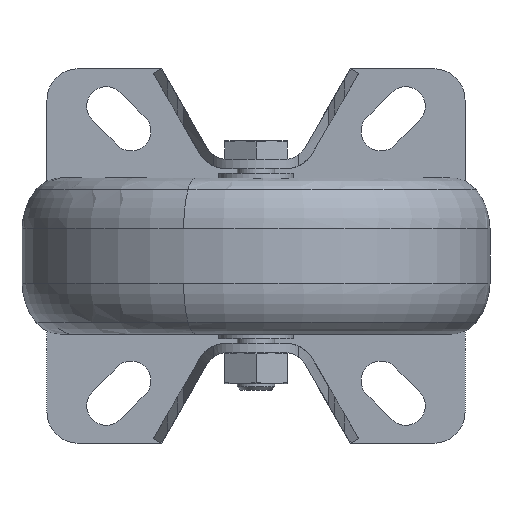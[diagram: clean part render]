
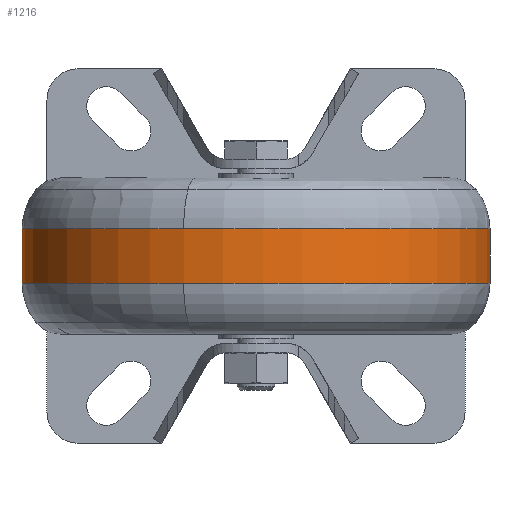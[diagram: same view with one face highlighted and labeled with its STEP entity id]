
A CAD part, front view. The second image highlights one B-rep face of the part: STEP entity #1216.
In plain terms, the highlighted cylindrical face has radius 37.5 mm (diameter 75 mm), a partial arc.
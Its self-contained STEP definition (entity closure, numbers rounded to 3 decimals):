
#231 = CARTESIAN_POINT ( 'NONE',  ( -37.5, -62.5, 4.379 ) ) ;
#649 = VERTEX_POINT ( 'NONE', #3930 ) ;
#990 = AXIS2_PLACEMENT_3D ( 'NONE', #8229, #1594, #4245 ) ;
#1069 = CARTESIAN_POINT ( 'NONE',  ( 0., -62.5, 4.379 ) ) ;
#1138 = AXIS2_PLACEMENT_3D ( 'NONE', #3039, #7572, #2292 ) ;
#1216 = ADVANCED_FACE ( 'NONE', ( #7532 ), #4250, .T. ) ;
#1296 = ORIENTED_EDGE ( 'NONE', *, *, #3757, .F. ) ;
#1353 = VERTEX_POINT ( 'NONE', #3291 ) ;
#1594 = DIRECTION ( 'NONE',  ( 0., 0., -1. ) ) ;
#1801 = CARTESIAN_POINT ( 'NONE',  ( -37.5, -62.5, 4.379 ) ) ;
#1936 = EDGE_LOOP ( 'NONE', ( #7807, #6993, #2488, #4768, #8505, #1296 ) ) ;
#2092 = VERTEX_POINT ( 'NONE', #2384 ) ;
#2121 = AXIS2_PLACEMENT_3D ( 'NONE', #1069, #7649, #7571 ) ;
#2292 = DIRECTION ( 'NONE',  ( -1., 0., 0. ) ) ;
#2384 = CARTESIAN_POINT ( 'NONE',  ( -11.588, -98.165, -4.379 ) ) ;
#2488 = ORIENTED_EDGE ( 'NONE', *, *, #3643, .T. ) ;
#2995 = CARTESIAN_POINT ( 'NONE',  ( -37.5, -62.5, -4.379 ) ) ;
#3039 = CARTESIAN_POINT ( 'NONE',  ( 0., -62.5, -4.379 ) ) ;
#3291 = CARTESIAN_POINT ( 'NONE',  ( -11.588, -98.165, 4.379 ) ) ;
#3643 = EDGE_CURVE ( 'NONE', #1353, #5367, #4735, .T. ) ;
#3675 = EDGE_CURVE ( 'NONE', #649, #1353, #5862, .T. ) ;
#3757 = EDGE_CURVE ( 'NONE', #7099, #2092, #6150, .T. ) ;
#3792 = DIRECTION ( 'NONE',  ( 0., 0., -1. ) ) ;
#3899 = DIRECTION ( 'NONE',  ( -1., 0., 0. ) ) ;
#3930 = CARTESIAN_POINT ( 'NONE',  ( 37.5, -62.5, 4.379 ) ) ;
#4245 = DIRECTION ( 'NONE',  ( -1., 0., 0. ) ) ;
#4250 = CYLINDRICAL_SURFACE ( 'NONE', #6352, 37.5 ) ;
#4735 = CIRCLE ( 'NONE', #990, 37.5 ) ;
#4768 = ORIENTED_EDGE ( 'NONE', *, *, #8580, .T. ) ;
#5367 = VERTEX_POINT ( 'NONE', #1801 ) ;
#5435 = DIRECTION ( 'NONE',  ( 0., 0., -1. ) ) ;
#5563 = EDGE_CURVE ( 'NONE', #2092, #6893, #6535, .T. ) ;
#5831 = CARTESIAN_POINT ( 'NONE',  ( 37.5, -62.5, 4.379 ) ) ;
#5862 = CIRCLE ( 'NONE', #2121, 37.5 ) ;
#6150 = CIRCLE ( 'NONE', #6415, 37.5 ) ;
#6352 = AXIS2_PLACEMENT_3D ( 'NONE', #6374, #7652, #6877 ) ;
#6374 = CARTESIAN_POINT ( 'NONE',  ( 0., -62.5, -15. ) ) ;
#6414 = CARTESIAN_POINT ( 'NONE',  ( 37.5, -62.5, -4.379 ) ) ;
#6415 = AXIS2_PLACEMENT_3D ( 'NONE', #8483, #7167, #3899 ) ;
#6500 = EDGE_CURVE ( 'NONE', #649, #7099, #6552, .T. ) ;
#6535 = CIRCLE ( 'NONE', #1138, 37.5 ) ;
#6552 = LINE ( 'NONE', #5831, #8242 ) ;
#6877 = DIRECTION ( 'NONE',  ( 0., 1., 0. ) ) ;
#6893 = VERTEX_POINT ( 'NONE', #2995 ) ;
#6993 = ORIENTED_EDGE ( 'NONE', *, *, #3675, .T. ) ;
#7099 = VERTEX_POINT ( 'NONE', #6414 ) ;
#7167 = DIRECTION ( 'NONE',  ( 0., 0., -1. ) ) ;
#7532 = FACE_OUTER_BOUND ( 'NONE', #1936, .T. ) ;
#7571 = DIRECTION ( 'NONE',  ( -1., 0., 0. ) ) ;
#7572 = DIRECTION ( 'NONE',  ( 0., 0., -1. ) ) ;
#7649 = DIRECTION ( 'NONE',  ( 0., 0., -1. ) ) ;
#7652 = DIRECTION ( 'NONE',  ( 0., 0., -1. ) ) ;
#7807 = ORIENTED_EDGE ( 'NONE', *, *, #6500, .F. ) ;
#7887 = VECTOR ( 'NONE', #5435, 1000. ) ;
#8229 = CARTESIAN_POINT ( 'NONE',  ( 0., -62.5, 4.379 ) ) ;
#8242 = VECTOR ( 'NONE', #3792, 1000. ) ;
#8248 = LINE ( 'NONE', #231, #7887 ) ;
#8483 = CARTESIAN_POINT ( 'NONE',  ( 0., -62.5, -4.379 ) ) ;
#8505 = ORIENTED_EDGE ( 'NONE', *, *, #5563, .F. ) ;
#8580 = EDGE_CURVE ( 'NONE', #5367, #6893, #8248, .T. ) ;
